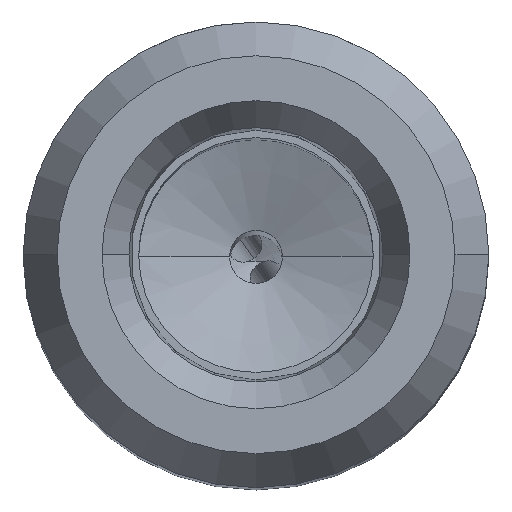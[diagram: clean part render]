
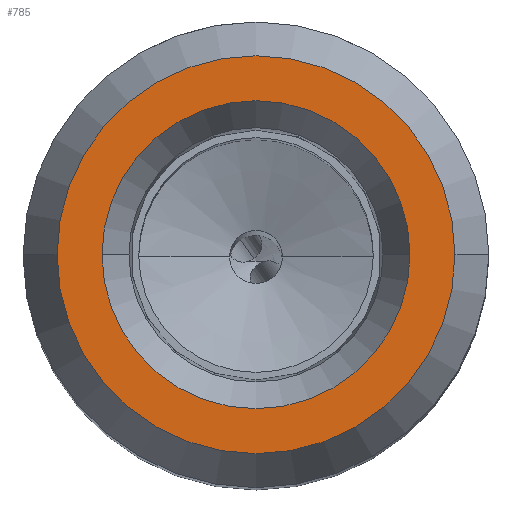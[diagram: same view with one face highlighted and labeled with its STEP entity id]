
A CAD part, top view. The second image highlights one B-rep face of the part: STEP entity #785.
In plain terms, the highlighted planar face has unit normal (0, 0, 1).
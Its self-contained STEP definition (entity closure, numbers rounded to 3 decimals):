
#98=PLANE('',#4613);
#131=FACE_BOUND('',#1226,.T.);
#132=FACE_BOUND('',#1227,.T.);
#613=CIRCLE('',#4607,5.25);
#614=CIRCLE('',#4609,5.25);
#615=CIRCLE('',#4611,6.783);
#616=CIRCLE('',#4612,6.783);
#785=ADVANCED_FACE('',(#131,#132),#98,.T.);
#1226=EDGE_LOOP('',(#1798,#1799));
#1227=EDGE_LOOP('',(#1800,#1801));
#1798=ORIENTED_EDGE('',*,*,#3531,.T.);
#1799=ORIENTED_EDGE('',*,*,#3532,.T.);
#1800=ORIENTED_EDGE('',*,*,#3533,.T.);
#1801=ORIENTED_EDGE('',*,*,#3534,.T.);
#2977=VERTEX_POINT('',#8781);
#2978=VERTEX_POINT('',#8783);
#2979=VERTEX_POINT('',#8789);
#2980=VERTEX_POINT('',#8790);
#3531=EDGE_CURVE('',#2977,#2978,#613,.T.);
#3532=EDGE_CURVE('',#2978,#2977,#614,.T.);
#3533=EDGE_CURVE('',#2979,#2980,#615,.T.);
#3534=EDGE_CURVE('',#2980,#2979,#616,.T.);
#4607=AXIS2_PLACEMENT_3D('',#8784,#5137,#5138);
#4609=AXIS2_PLACEMENT_3D('',#8786,#5141,#5142);
#4611=AXIS2_PLACEMENT_3D('',#8788,#5145,#5146);
#4612=AXIS2_PLACEMENT_3D('',#8791,#5147,#5148);
#4613=AXIS2_PLACEMENT_3D('',#8792,#5149,#5150);
#5137=DIRECTION('',(0.,0.,-1.));
#5138=DIRECTION('',(-1.,0.,0.));
#5141=DIRECTION('',(0.,0.,-1.));
#5142=DIRECTION('',(1.,0.,0.));
#5145=DIRECTION('',(0.,0.,1.));
#5146=DIRECTION('',(-1.,0.,0.));
#5147=DIRECTION('',(0.,0.,1.));
#5148=DIRECTION('',(1.,0.,0.));
#5149=DIRECTION('',(0.,0.,1.));
#5150=DIRECTION('',(-1.,0.,0.));
#8781=CARTESIAN_POINT('',(-5.25,0.,24.5));
#8783=CARTESIAN_POINT('',(5.25,0.,24.5));
#8784=CARTESIAN_POINT('',(0.,0.,24.5));
#8786=CARTESIAN_POINT('',(0.,0.,24.5));
#8788=CARTESIAN_POINT('',(0.,0.,24.5));
#8789=CARTESIAN_POINT('',(-6.783,0.,24.5));
#8790=CARTESIAN_POINT('',(6.783,0.,24.5));
#8791=CARTESIAN_POINT('',(0.,0.,24.5));
#8792=CARTESIAN_POINT('',(0.,0.,24.5));
